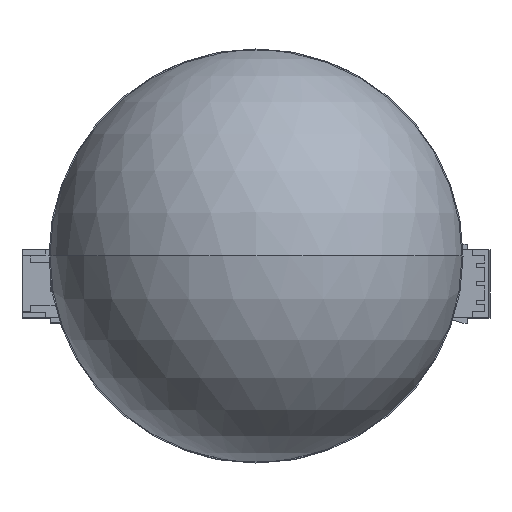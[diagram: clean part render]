
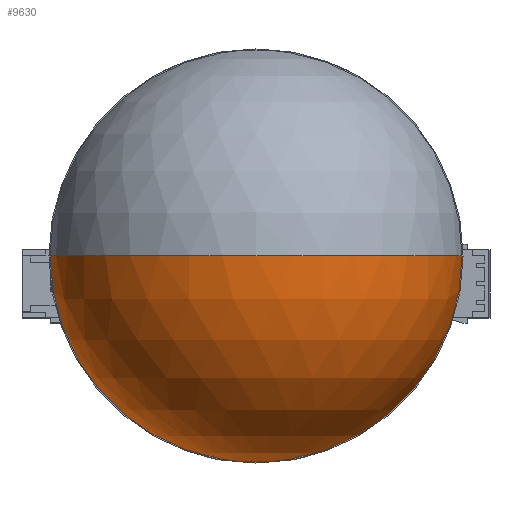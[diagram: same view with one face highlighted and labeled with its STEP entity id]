
A CAD part, top view. The second image highlights one B-rep face of the part: STEP entity #9630.
In plain terms, the highlighted spherical face has radius 50 mm.
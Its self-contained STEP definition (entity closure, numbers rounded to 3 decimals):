
#1310 = DIRECTION ( 'NONE',  ( 0., 1., 0. ) ) ;
#3089 = AXIS2_PLACEMENT_3D ( 'NONE', #57616, #1310, #6503 ) ;
#3138 = SPHERICAL_SURFACE ( 'NONE', #3089, 50. ) ;
#6503 = DIRECTION ( 'NONE',  ( 1., 0., 0. ) ) ;
#7177 = EDGE_CURVE ( 'NONE', #38678, #27373, #57518, .T. ) ;
#9630 = ADVANCED_FACE ( 'NONE', ( #50272 ), #3138, .T. ) ;
#10213 = VERTEX_POINT ( 'NONE', #68924 ) ;
#17216 = EDGE_CURVE ( 'NONE', #27373, #10213, #66571, .T. ) ;
#23876 = CARTESIAN_POINT ( 'NONE',  ( 0., 0., -50. ) ) ;
#25681 = CARTESIAN_POINT ( 'NONE',  ( 0., 0., 0. ) ) ;
#26026 = DIRECTION ( 'NONE',  ( 1., 0., 0. ) ) ;
#27373 = VERTEX_POINT ( 'NONE', #60879 ) ;
#38678 = VERTEX_POINT ( 'NONE', #23876 ) ;
#38888 = CIRCLE ( 'NONE', #56353, 50. ) ;
#46720 = EDGE_CURVE ( 'NONE', #38678, #10213, #38888, .T. ) ;
#47263 = ORIENTED_EDGE ( 'NONE', *, *, #17216, .F. ) ;
#48817 = DIRECTION ( 'NONE',  ( -1., 0., 0. ) ) ;
#49927 = DIRECTION ( 'NONE',  ( 0., -1., 0. ) ) ;
#50272 = FACE_OUTER_BOUND ( 'NONE', #64293, .T. ) ;
#50928 = DIRECTION ( 'NONE',  ( 0., 0., -1. ) ) ;
#54711 = DIRECTION ( 'NONE',  ( 0., 1., 0. ) ) ;
#56353 = AXIS2_PLACEMENT_3D ( 'NONE', #56547, #49927, #50928 ) ;
#56541 = CARTESIAN_POINT ( 'NONE',  ( 0., 0., -5. ) ) ;
#56547 = CARTESIAN_POINT ( 'NONE',  ( 0., 0., 0. ) ) ;
#56690 = AXIS2_PLACEMENT_3D ( 'NONE', #56541, #73132, #26026 ) ;
#57518 = CIRCLE ( 'NONE', #70005, 50. ) ;
#57616 = CARTESIAN_POINT ( 'NONE',  ( 0., 0., 0. ) ) ;
#60879 = CARTESIAN_POINT ( 'NONE',  ( -49.749, 0., -5. ) ) ;
#64293 = EDGE_LOOP ( 'NONE', ( #72258, #68471, #47263 ) ) ;
#66571 = CIRCLE ( 'NONE', #56690, 49.749 ) ;
#68471 = ORIENTED_EDGE ( 'NONE', *, *, #46720, .T. ) ;
#68924 = CARTESIAN_POINT ( 'NONE',  ( 49.749, 0., -5. ) ) ;
#70005 = AXIS2_PLACEMENT_3D ( 'NONE', #25681, #54711, #48817 ) ;
#72258 = ORIENTED_EDGE ( 'NONE', *, *, #7177, .F. ) ;
#73132 = DIRECTION ( 'NONE',  ( 0., 0., 1. ) ) ;
